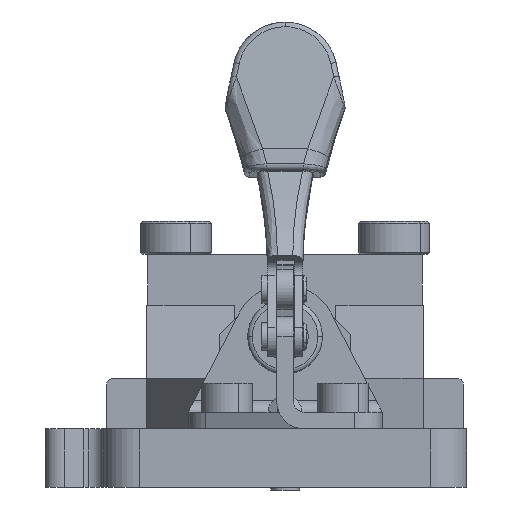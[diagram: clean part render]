
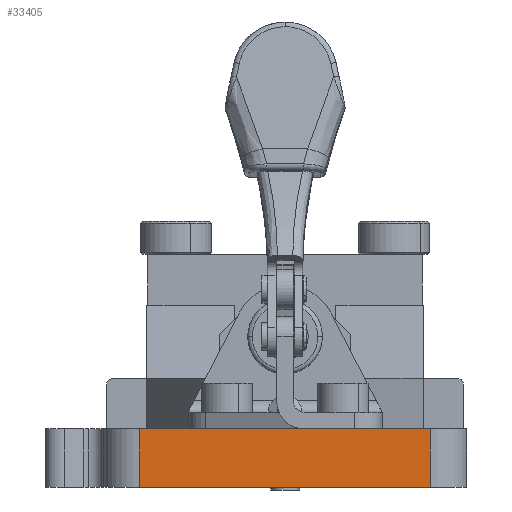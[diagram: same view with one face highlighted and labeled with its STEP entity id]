
A CAD part, left-side view. The second image highlights one B-rep face of the part: STEP entity #33405.
In plain terms, the highlighted planar face has unit normal (-1, 0, 0).
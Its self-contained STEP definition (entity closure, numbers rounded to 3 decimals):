
#544 = LINE ( 'NONE', #10543, #64658 ) ;
#2537 = VERTEX_POINT ( 'NONE', #16499 ) ;
#8294 = VECTOR ( 'NONE', #32527, 1000. ) ;
#10444 = ORIENTED_EDGE ( 'NONE', *, *, #54788, .F. ) ;
#10543 = CARTESIAN_POINT ( 'NONE',  ( -149.582, -27.606, 1.818 ) ) ;
#12134 = LINE ( 'NONE', #39085, #16190 ) ;
#16190 = VECTOR ( 'NONE', #39767, 1000. ) ;
#16499 = CARTESIAN_POINT ( 'NONE',  ( -149.582, -22.606, 9.818 ) ) ;
#17651 = ORIENTED_EDGE ( 'NONE', *, *, #25197, .T. ) ;
#19937 = DIRECTION ( 'NONE',  ( 0., 0., 1. ) ) ;
#20907 = DIRECTION ( 'NONE',  ( 0., -1., 0. ) ) ;
#22649 = ORIENTED_EDGE ( 'NONE', *, *, #35604, .T. ) ;
#25197 = EDGE_CURVE ( 'Defeature ausgef�hrt1_7+Defeature ausgef�hrt1_9+Defeature ausgef�hrt1_40+Defeature ausgef�hrt1_41', #50210, #27897, #544, .T. ) ;
#27344 = VERTEX_POINT ( 'NONE', #34980 ) ;
#27897 = VERTEX_POINT ( 'NONE', #41050 ) ;
#27899 = CARTESIAN_POINT ( 'NONE',  ( -149.582, -27.606, 9.818 ) ) ;
#28190 = EDGE_CURVE ( 'Defeature ausgef�hrt1_7+Defeature ausgef�hrt1_41+Defeature ausgef�hrt1_9+Defeature ausgef�hrt1_0', #27897, #2537, #35475, .T. ) ;
#29147 = AXIS2_PLACEMENT_3D ( 'NONE', #27899, #37948, #48920 ) ;
#31414 = PLANE ( 'NONE',  #29147 ) ;
#32527 = DIRECTION ( 'NONE',  ( 0., 0., -1. ) ) ;
#33405 = ADVANCED_FACE ( 'Defeature ausgef�hrt1_7', ( #67452 ), #31414, .F. ) ;
#34980 = CARTESIAN_POINT ( 'NONE',  ( -149.582, 17.394, 9.818 ) ) ;
#35475 = LINE ( 'NONE', #46799, #53825 ) ;
#35604 = EDGE_CURVE ( 'Defeature ausgef�hrt1_7+Defeature ausgef�hrt1_40+Defeature ausgef�hrt1_0+Defeature ausgef�hrt1_9', #27344, #50210, #38708, .T. ) ;
#37948 = DIRECTION ( 'NONE',  ( 1., 0., 0. ) ) ;
#38708 = LINE ( 'NONE', #48342, #8294 ) ;
#39085 = CARTESIAN_POINT ( 'NONE',  ( -149.582, -27.606, 9.818 ) ) ;
#39767 = DIRECTION ( 'NONE',  ( 0., -1., 0. ) ) ;
#41050 = CARTESIAN_POINT ( 'NONE',  ( -149.582, -22.606, 1.818 ) ) ;
#44715 = CARTESIAN_POINT ( 'NONE',  ( -149.582, 17.394, 1.818 ) ) ;
#46799 = CARTESIAN_POINT ( 'NONE',  ( -149.582, -22.606, 9.818 ) ) ;
#47001 = EDGE_LOOP ( 'NONE', ( #10444, #22649, #17651, #55532 ) ) ;
#48342 = CARTESIAN_POINT ( 'NONE',  ( -149.582, 17.394, 9.818 ) ) ;
#48920 = DIRECTION ( 'NONE',  ( 0., 0., -1. ) ) ;
#50210 = VERTEX_POINT ( 'NONE', #44715 ) ;
#53825 = VECTOR ( 'NONE', #19937, 1000. ) ;
#54788 = EDGE_CURVE ( 'Defeature ausgef�hrt1_0+Defeature ausgef�hrt1_7+Defeature ausgef�hrt1_40+Defeature ausgef�hrt1_41', #27344, #2537, #12134, .T. ) ;
#55532 = ORIENTED_EDGE ( 'NONE', *, *, #28190, .T. ) ;
#64658 = VECTOR ( 'NONE', #20907, 1000. ) ;
#67452 = FACE_OUTER_BOUND ( 'NONE', #47001, .T. ) ;
